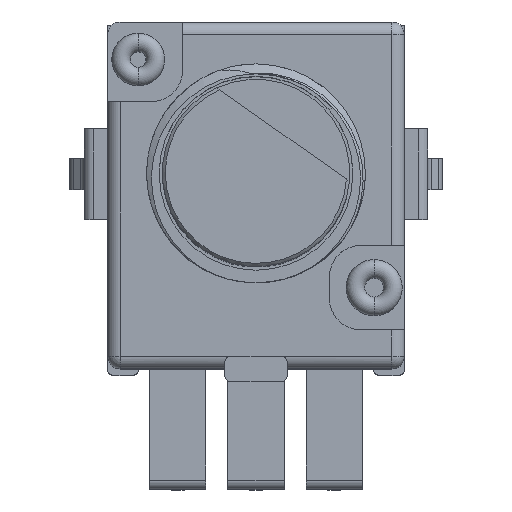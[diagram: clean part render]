
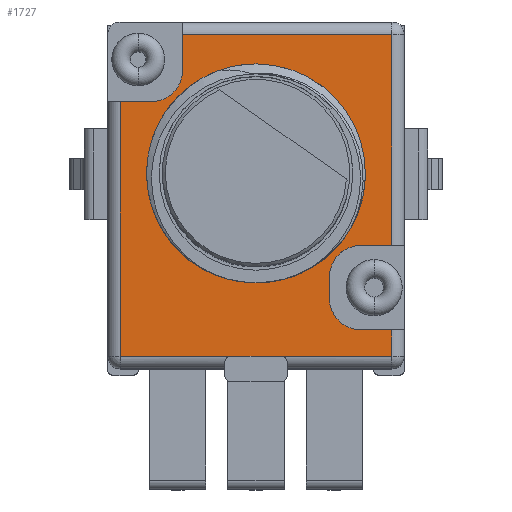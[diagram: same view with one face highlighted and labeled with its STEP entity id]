
A CAD part, top view. The second image highlights one B-rep face of the part: STEP entity #1727.
In plain terms, the highlighted planar face has unit normal (0, 0, 1).
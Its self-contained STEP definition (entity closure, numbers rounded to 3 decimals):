
#886 = VERTEX_POINT('',#887);
#887 = CARTESIAN_POINT('',(-3.045,1.849,10.45));
#1209 = VERTEX_POINT('',#1210);
#1210 = CARTESIAN_POINT('',(2.475,2.6,10.45));
#1233 = VERTEX_POINT('',#1234);
#1234 = CARTESIAN_POINT('',(0.,-3.375,10.45));
#1240 = EDGE_CURVE('',#1233,#1209,#1241,.T.);
#1241 = CIRCLE('',#1242,3.5);
#1242 = AXIS2_PLACEMENT_3D('',#1243,#1244,#1245);
#1243 = CARTESIAN_POINT('',(0.,0.125,10.45));
#1244 = DIRECTION('',(0.,0.,1.));
#1245 = DIRECTION('',(0.,1.,0.));
#1464 = EDGE_CURVE('',#886,#1233,#1465,.T.);
#1465 = CIRCLE('',#1466,3.5);
#1466 = AXIS2_PLACEMENT_3D('',#1467,#1468,#1469);
#1467 = CARTESIAN_POINT('',(0.,0.125,10.45));
#1468 = DIRECTION('',(0.,0.,1.));
#1469 = DIRECTION('',(0.,1.,0.));
#1479 = EDGE_CURVE('',#1480,#1209,#1482,.T.);
#1480 = VERTEX_POINT('',#1481);
#1481 = CARTESIAN_POINT('',(0.,3.625,10.45));
#1482 = B_SPLINE_CURVE_WITH_KNOTS('',3,(#1483,#1484,#1485,#1486,#1487,
    #1488,#1489,#1490,#1491,#1492),.UNSPECIFIED.,.F.,.F.,(4,2,2,2,4),(
    0.004,0.004,0.005,
    0.006,0.006),.UNSPECIFIED.);
#1483 = CARTESIAN_POINT('',(0.,3.625,10.45));
#1484 = CARTESIAN_POINT('',(0.228,3.625,10.45));
#1485 = CARTESIAN_POINT('',(0.456,3.603,10.45));
#1486 = CARTESIAN_POINT('',(0.909,3.513,10.45));
#1487 = CARTESIAN_POINT('',(1.127,3.447,10.45));
#1488 = CARTESIAN_POINT('',(1.548,3.272,10.45));
#1489 = CARTESIAN_POINT('',(1.753,3.163,10.45));
#1490 = CARTESIAN_POINT('',(2.135,2.908,10.45));
#1491 = CARTESIAN_POINT('',(2.312,2.763,10.45));
#1492 = CARTESIAN_POINT('',(2.475,2.6,10.45));
#1496 = EDGE_CURVE('',#1480,#886,#1497,.T.);
#1497 = CIRCLE('',#1498,3.5);
#1498 = AXIS2_PLACEMENT_3D('',#1499,#1500,#1501);
#1499 = CARTESIAN_POINT('',(0.,0.125,10.45));
#1500 = DIRECTION('',(0.,0.,1.));
#1501 = DIRECTION('',(0.,1.,0.));
#1727 = ADVANCED_FACE('',(#1728,#1734),#1859,.F.);
#1728 = FACE_BOUND('',#1729,.T.);
#1729 = EDGE_LOOP('',(#1730,#1731,#1732,#1733));
#1730 = ORIENTED_EDGE('',*,*,#1496,.F.);
#1731 = ORIENTED_EDGE('',*,*,#1479,.T.);
#1732 = ORIENTED_EDGE('',*,*,#1240,.F.);
#1733 = ORIENTED_EDGE('',*,*,#1464,.F.);
#1734 = FACE_BOUND('',#1735,.T.);
#1735 = EDGE_LOOP('',(#1736,#1746,#1754,#1762,#1771,#1779,#1787,#1795,
    #1803,#1811,#1819,#1827,#1836,#1844,#1853));
#1736 = ORIENTED_EDGE('',*,*,#1737,.T.);
#1737 = EDGE_CURVE('',#1738,#1740,#1742,.T.);
#1738 = VERTEX_POINT('',#1739);
#1739 = CARTESIAN_POINT('',(4.35,-2.175,10.45));
#1740 = VERTEX_POINT('',#1741);
#1741 = CARTESIAN_POINT('',(4.35,4.575,10.45));
#1742 = LINE('',#1743,#1744);
#1743 = CARTESIAN_POINT('',(4.35,-0.575,10.45));
#1744 = VECTOR('',#1745,1.);
#1745 = DIRECTION('',(0.,1.,0.));
#1746 = ORIENTED_EDGE('',*,*,#1747,.T.);
#1747 = EDGE_CURVE('',#1740,#1748,#1750,.T.);
#1748 = VERTEX_POINT('',#1749);
#1749 = CARTESIAN_POINT('',(-2.35,4.575,10.45));
#1750 = LINE('',#1751,#1752);
#1751 = CARTESIAN_POINT('',(0.,4.575,10.45));
#1752 = VECTOR('',#1753,1.);
#1753 = DIRECTION('',(-1.,0.,0.));
#1754 = ORIENTED_EDGE('',*,*,#1755,.F.);
#1755 = EDGE_CURVE('',#1756,#1748,#1758,.T.);
#1756 = VERTEX_POINT('',#1757);
#1757 = CARTESIAN_POINT('',(-2.35,3.425,10.45));
#1758 = LINE('',#1759,#1760);
#1759 = CARTESIAN_POINT('',(-2.35,4.975,10.45));
#1760 = VECTOR('',#1761,1.);
#1761 = DIRECTION('',(0.,1.,0.));
#1762 = ORIENTED_EDGE('',*,*,#1763,.F.);
#1763 = EDGE_CURVE('',#1764,#1756,#1766,.T.);
#1764 = VERTEX_POINT('',#1765);
#1765 = CARTESIAN_POINT('',(-3.35,2.425,10.45));
#1766 = CIRCLE('',#1767,1.);
#1767 = AXIS2_PLACEMENT_3D('',#1768,#1769,#1770);
#1768 = CARTESIAN_POINT('',(-3.35,3.425,10.45));
#1769 = DIRECTION('',(0.,0.,1.));
#1770 = DIRECTION('',(0.,-1.,0.));
#1771 = ORIENTED_EDGE('',*,*,#1772,.F.);
#1772 = EDGE_CURVE('',#1773,#1764,#1775,.T.);
#1773 = VERTEX_POINT('',#1774);
#1774 = CARTESIAN_POINT('',(-4.35,2.425,10.45));
#1775 = LINE('',#1776,#1777);
#1776 = CARTESIAN_POINT('',(-4.75,2.425,10.45));
#1777 = VECTOR('',#1778,1.);
#1778 = DIRECTION('',(1.,0.,0.));
#1779 = ORIENTED_EDGE('',*,*,#1780,.T.);
#1780 = EDGE_CURVE('',#1773,#1781,#1783,.T.);
#1781 = VERTEX_POINT('',#1782);
#1782 = CARTESIAN_POINT('',(-4.35,-5.725,10.45));
#1783 = LINE('',#1784,#1785);
#1784 = CARTESIAN_POINT('',(-4.35,-0.575,10.45));
#1785 = VECTOR('',#1786,1.);
#1786 = DIRECTION('',(0.,-1.,0.));
#1787 = ORIENTED_EDGE('',*,*,#1788,.T.);
#1788 = EDGE_CURVE('',#1781,#1789,#1791,.T.);
#1789 = VERTEX_POINT('',#1790);
#1790 = CARTESIAN_POINT('',(-0.8,-5.725,10.45));
#1791 = LINE('',#1792,#1793);
#1792 = CARTESIAN_POINT('',(0.,-5.725,10.45));
#1793 = VECTOR('',#1794,1.);
#1794 = DIRECTION('',(1.,0.,0.));
#1795 = ORIENTED_EDGE('',*,*,#1796,.T.);
#1796 = EDGE_CURVE('',#1789,#1797,#1799,.T.);
#1797 = VERTEX_POINT('',#1798);
#1798 = CARTESIAN_POINT('',(0.8,-5.725,10.45));
#1799 = LINE('',#1800,#1801);
#1800 = CARTESIAN_POINT('',(0.,-5.725,10.45));
#1801 = VECTOR('',#1802,1.);
#1802 = DIRECTION('',(1.,0.,0.));
#1803 = ORIENTED_EDGE('',*,*,#1804,.T.);
#1804 = EDGE_CURVE('',#1797,#1805,#1807,.T.);
#1805 = VERTEX_POINT('',#1806);
#1806 = CARTESIAN_POINT('',(4.35,-5.725,10.45));
#1807 = LINE('',#1808,#1809);
#1808 = CARTESIAN_POINT('',(0.,-5.725,10.45));
#1809 = VECTOR('',#1810,1.);
#1810 = DIRECTION('',(1.,0.,0.));
#1811 = ORIENTED_EDGE('',*,*,#1812,.T.);
#1812 = EDGE_CURVE('',#1805,#1813,#1815,.T.);
#1813 = VERTEX_POINT('',#1814);
#1814 = CARTESIAN_POINT('',(4.35,-4.875,10.45));
#1815 = LINE('',#1816,#1817);
#1816 = CARTESIAN_POINT('',(4.35,-0.575,10.45));
#1817 = VECTOR('',#1818,1.);
#1818 = DIRECTION('',(0.,1.,0.));
#1819 = ORIENTED_EDGE('',*,*,#1820,.F.);
#1820 = EDGE_CURVE('',#1821,#1813,#1823,.T.);
#1821 = VERTEX_POINT('',#1822);
#1822 = CARTESIAN_POINT('',(3.35,-4.875,10.45));
#1823 = LINE('',#1824,#1825);
#1824 = CARTESIAN_POINT('',(4.75,-4.875,10.45));
#1825 = VECTOR('',#1826,1.);
#1826 = DIRECTION('',(1.,0.,0.));
#1827 = ORIENTED_EDGE('',*,*,#1828,.F.);
#1828 = EDGE_CURVE('',#1829,#1821,#1831,.T.);
#1829 = VERTEX_POINT('',#1830);
#1830 = CARTESIAN_POINT('',(2.35,-3.875,10.45));
#1831 = CIRCLE('',#1832,1.);
#1832 = AXIS2_PLACEMENT_3D('',#1833,#1834,#1835);
#1833 = CARTESIAN_POINT('',(3.35,-3.875,10.45));
#1834 = DIRECTION('',(0.,0.,1.));
#1835 = DIRECTION('',(0.,1.,0.));
#1836 = ORIENTED_EDGE('',*,*,#1837,.F.);
#1837 = EDGE_CURVE('',#1838,#1829,#1840,.T.);
#1838 = VERTEX_POINT('',#1839);
#1839 = CARTESIAN_POINT('',(2.35,-3.175,10.45));
#1840 = LINE('',#1841,#1842);
#1841 = CARTESIAN_POINT('',(2.35,-3.175,10.45));
#1842 = VECTOR('',#1843,1.);
#1843 = DIRECTION('',(0.,-1.,0.));
#1844 = ORIENTED_EDGE('',*,*,#1845,.F.);
#1845 = EDGE_CURVE('',#1846,#1838,#1848,.T.);
#1846 = VERTEX_POINT('',#1847);
#1847 = CARTESIAN_POINT('',(3.35,-2.175,10.45));
#1848 = CIRCLE('',#1849,1.);
#1849 = AXIS2_PLACEMENT_3D('',#1850,#1851,#1852);
#1850 = CARTESIAN_POINT('',(3.35,-3.175,10.45));
#1851 = DIRECTION('',(0.,0.,1.));
#1852 = DIRECTION('',(0.,-1.,0.));
#1853 = ORIENTED_EDGE('',*,*,#1854,.F.);
#1854 = EDGE_CURVE('',#1738,#1846,#1855,.T.);
#1855 = LINE('',#1856,#1857);
#1856 = CARTESIAN_POINT('',(4.75,-2.175,10.45));
#1857 = VECTOR('',#1858,1.);
#1858 = DIRECTION('',(-1.,0.,0.));
#1859 = PLANE('',#1860);
#1860 = AXIS2_PLACEMENT_3D('',#1861,#1862,#1863);
#1861 = CARTESIAN_POINT('',(0.,-0.575,10.45));
#1862 = DIRECTION('',(0.,0.,-1.));
#1863 = DIRECTION('',(0.,1.,0.));
